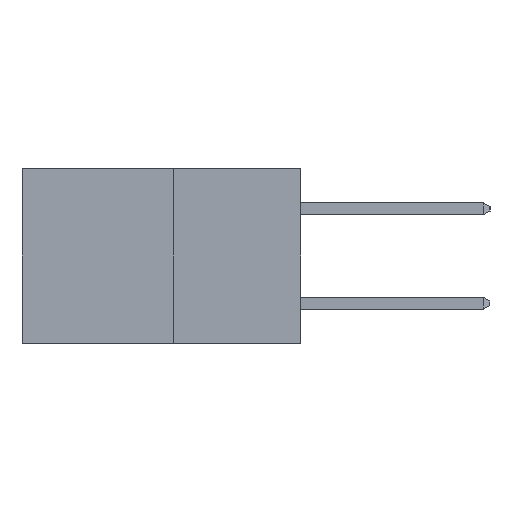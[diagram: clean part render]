
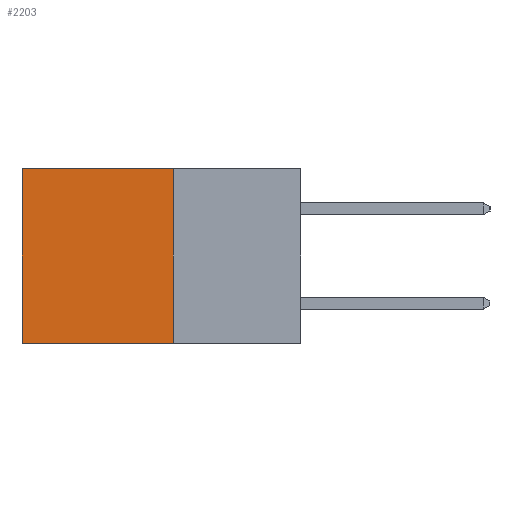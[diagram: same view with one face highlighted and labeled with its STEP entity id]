
A CAD part, left-side view. The second image highlights one B-rep face of the part: STEP entity #2203.
In plain terms, the highlighted planar face has unit normal (-1, 0, 0).
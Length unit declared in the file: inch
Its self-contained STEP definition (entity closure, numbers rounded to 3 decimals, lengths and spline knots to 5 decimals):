
#31 = DIRECTION ( 'NONE',  ( 1., 0., 0. ) ) ;
#61 = DIRECTION ( 'NONE',  ( 0., 0., -1. ) ) ;
#433 = VECTOR ( 'NONE', #1768, 39.37008 ) ;
#1664 = LINE ( 'NONE', #3986, #8492 ) ;
#1768 = DIRECTION ( 'NONE',  ( 0., 1., 0. ) ) ;
#2067 = CARTESIAN_POINT ( 'NONE',  ( 0.277, 0.27, 0. ) ) ;
#2203 = ADVANCED_FACE ( 'NONE', ( #4885 ), #4051, .F. ) ;
#2486 = ORIENTED_EDGE ( 'NONE', *, *, #4374, .T. ) ;
#2536 = LINE ( 'NONE', #2067, #433 ) ;
#2553 = CARTESIAN_POINT ( 'NONE',  ( 0.277, 0.27, 0. ) ) ;
#2843 = CARTESIAN_POINT ( 'NONE',  ( 0.277, 0.59, 0. ) ) ;
#3283 = VERTEX_POINT ( 'NONE', #3819 ) ;
#3326 = DIRECTION ( 'NONE',  ( 0., 0., -1. ) ) ;
#3506 = VECTOR ( 'NONE', #7497, 39.37008 ) ;
#3564 = EDGE_CURVE ( 'NONE', #7014, #7961, #4281, .T. ) ;
#3819 = CARTESIAN_POINT ( 'NONE',  ( 0.277, 0.59, -0.37 ) ) ;
#3986 = CARTESIAN_POINT ( 'NONE',  ( 0.277, 0.59, -0.37 ) ) ;
#4051 = PLANE ( 'NONE',  #5578 ) ;
#4235 = EDGE_CURVE ( 'NONE', #5872, #3283, #1664, .T. ) ;
#4281 = LINE ( 'NONE', #7209, #7426 ) ;
#4374 = EDGE_CURVE ( 'NONE', #7014, #5872, #2536, .T. ) ;
#4668 = CARTESIAN_POINT ( 'NONE',  ( 0.277, 0.27, -0.37 ) ) ;
#4885 = FACE_OUTER_BOUND ( 'NONE', #8555, .T. ) ;
#5238 = LINE ( 'NONE', #6261, #3506 ) ;
#5578 = AXIS2_PLACEMENT_3D ( 'NONE', #8685, #31, #61 ) ;
#5872 = VERTEX_POINT ( 'NONE', #2843 ) ;
#6044 = EDGE_CURVE ( 'NONE', #7961, #3283, #5238, .T. ) ;
#6260 = ORIENTED_EDGE ( 'NONE', *, *, #4235, .T. ) ;
#6261 = CARTESIAN_POINT ( 'NONE',  ( 0.277, 0.27, -0.37 ) ) ;
#6683 = ORIENTED_EDGE ( 'NONE', *, *, #3564, .F. ) ;
#7014 = VERTEX_POINT ( 'NONE', #2553 ) ;
#7065 = DIRECTION ( 'NONE',  ( 0., 0., -1. ) ) ;
#7209 = CARTESIAN_POINT ( 'NONE',  ( 0.277, 0.27, -0.37 ) ) ;
#7426 = VECTOR ( 'NONE', #7065, 39.37008 ) ;
#7497 = DIRECTION ( 'NONE',  ( 0., 1., 0. ) ) ;
#7587 = ORIENTED_EDGE ( 'NONE', *, *, #6044, .F. ) ;
#7961 = VERTEX_POINT ( 'NONE', #4668 ) ;
#8492 = VECTOR ( 'NONE', #3326, 39.37008 ) ;
#8555 = EDGE_LOOP ( 'NONE', ( #6260, #7587, #6683, #2486 ) ) ;
#8685 = CARTESIAN_POINT ( 'NONE',  ( 0.277, 0.27, -0.37 ) ) ;
